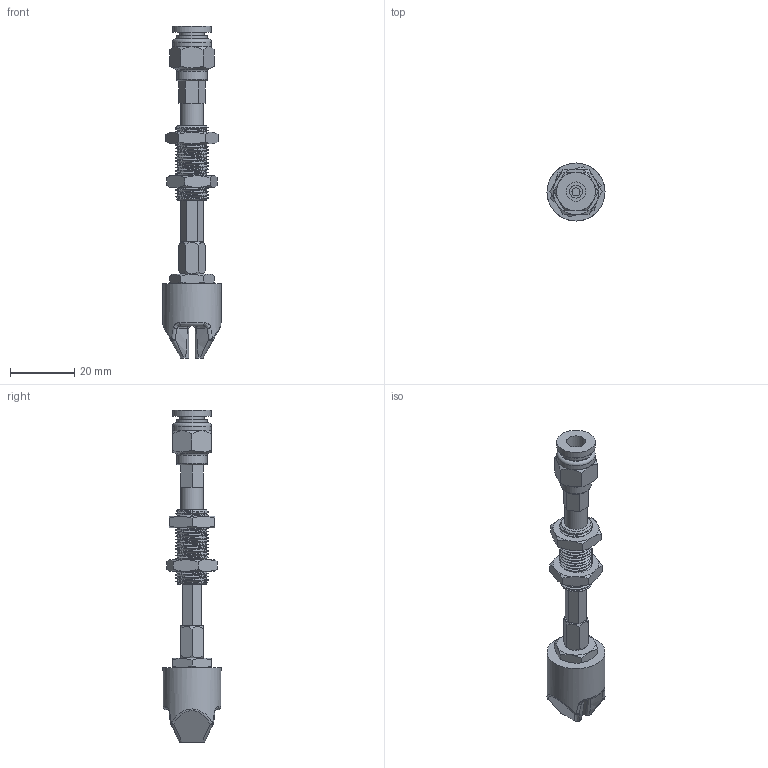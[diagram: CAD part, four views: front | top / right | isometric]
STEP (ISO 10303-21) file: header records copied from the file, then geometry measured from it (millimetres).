
FILE_DESCRIPTION (( 'STEP AP214' ), '1' );
FILE_NAME ('MVG-SC6-G2D1802.FILLMODEL-EX.STEP', '2022-04-14T06:58:38', ( '' ), ( '' ), 'SwSTEP 2.0', 'SolidWorks 2018', '' );
FILE_SCHEMA (( 'AUTOMOTIVE_DESIGN' ));
Length unit declared in the file: millimetre
Products named in the file (3): MVG-SC6-G2D1802.FILLMODEL-EX; す芛遣喳裝.PART; G2D1802.FILLMODEL.PART
Assembly tree (2 placements, depth 2):
  MVG-SC6-G2D1802.FILLMODEL-EX
    G2D1802.FILLMODEL.PART
    す芛遣喳裝.PART
Bounding box: 18 x 18 x 103 mm (x, y, z)
Volume: 4458.1 mm3; surface area: 6334 mm2
Topology: 1 solids, 8 shells, 172 faces, 427 edges, 269 vertices
Faces by surface type: plane 79, cone 37, bspline 33, cylinder 14, torus 5, sphere 4
Full cylindrical faces by diameter (mm): 2.5 x1, 6 x1, 7 x1, 7.5 x1, 8 x1, 9.5 x2, 11 x1, 12 x2, 18 x1
Entity records: 12023 total; most frequent: CARTESIAN_POINT 6978, ORIENTED_EDGE 770, DIRECTION 639, EDGE_CURVE 397, VERTEX_POINT 263, AXIS2_PLACEMENT_3D 257, EDGE_LOOP 208, FACE_OUTER_BOUND 186
